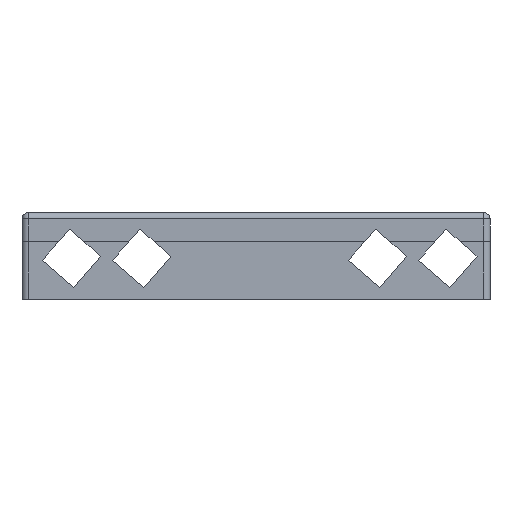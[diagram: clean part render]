
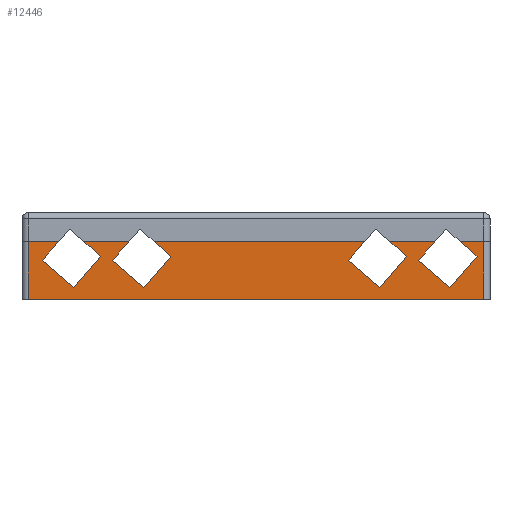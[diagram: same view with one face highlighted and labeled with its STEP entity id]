
A CAD part, front view. The second image highlights one B-rep face of the part: STEP entity #12446.
In plain terms, the highlighted planar face has unit normal (0, -1, 0).
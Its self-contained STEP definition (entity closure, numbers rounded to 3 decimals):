
#1128=FACE_OUTER_BOUND('',#1813,.T.);
#1813=EDGE_LOOP('',(#8600,#8601,#8602,#8603,#8604,#8605,#8606,#8607,#8608,
#8609,#8610,#8611,#8612,#8613,#8614,#8615,#8616,#8617,#8618,#8619,#8620,
#8621,#8622,#8623));
#2657=LINE('',#15951,#3926);
#2666=LINE('',#15971,#3935);
#2670=LINE('',#15980,#3939);
#2673=LINE('',#15984,#3942);
#2676=LINE('',#15990,#3945);
#2679=LINE('',#15998,#3948);
#2683=LINE('',#16005,#3952);
#2686=LINE('',#16013,#3955);
#2689=LINE('',#16017,#3958);
#2692=LINE('',#16025,#3961);
#2696=LINE('',#16034,#3965);
#2699=LINE('',#16038,#3968);
#2702=LINE('',#16044,#3971);
#2705=LINE('',#16050,#3974);
#2708=LINE('',#16058,#3977);
#2711=LINE('',#16064,#3980);
#2714=LINE('',#16068,#3983);
#2715=LINE('',#16070,#3984);
#2716=LINE('',#16072,#3985);
#2717=LINE('',#16074,#3986);
#2718=LINE('',#16076,#3987);
#2719=LINE('',#16077,#3988);
#2720=LINE('',#16078,#3989);
#2721=LINE('',#16079,#3990);
#3926=VECTOR('',#13810,10.);
#3935=VECTOR('',#13827,10.);
#3939=VECTOR('',#13833,10.);
#3942=VECTOR('',#13838,10.);
#3945=VECTOR('',#13843,10.);
#3948=VECTOR('',#13848,10.);
#3952=VECTOR('',#13854,10.);
#3955=VECTOR('',#13859,10.);
#3958=VECTOR('',#13864,10.);
#3961=VECTOR('',#13869,10.);
#3965=VECTOR('',#13875,10.);
#3968=VECTOR('',#13880,10.);
#3971=VECTOR('',#13885,10.);
#3974=VECTOR('',#13890,10.);
#3977=VECTOR('',#13895,10.);
#3980=VECTOR('',#13900,10.);
#3983=VECTOR('',#13905,10.);
#3984=VECTOR('',#13908,10.);
#3985=VECTOR('',#13909,10.);
#3986=VECTOR('',#13910,10.);
#3987=VECTOR('',#13911,10.);
#3988=VECTOR('',#13912,10.);
#3989=VECTOR('',#13913,10.);
#3990=VECTOR('',#13914,10.);
#5128=VERTEX_POINT('',#15948);
#5129=VERTEX_POINT('',#15950);
#5135=VERTEX_POINT('',#15968);
#5136=VERTEX_POINT('',#15970);
#5139=VERTEX_POINT('',#15977);
#5140=VERTEX_POINT('',#15979);
#5142=VERTEX_POINT('',#15988);
#5145=VERTEX_POINT('',#15995);
#5146=VERTEX_POINT('',#15997);
#5148=VERTEX_POINT('',#16003);
#5151=VERTEX_POINT('',#16010);
#5152=VERTEX_POINT('',#16012);
#5155=VERTEX_POINT('',#16022);
#5156=VERTEX_POINT('',#16024);
#5159=VERTEX_POINT('',#16031);
#5160=VERTEX_POINT('',#16033);
#5162=VERTEX_POINT('',#16042);
#5164=VERTEX_POINT('',#16048);
#5167=VERTEX_POINT('',#16055);
#5168=VERTEX_POINT('',#16057);
#5170=VERTEX_POINT('',#16063);
#5171=VERTEX_POINT('',#16071);
#5172=VERTEX_POINT('',#16073);
#5173=VERTEX_POINT('',#16075);
#6470=EDGE_CURVE('',#5128,#5129,#2657,.T.);
#6480=EDGE_CURVE('',#5136,#5135,#2666,.T.);
#6484=EDGE_CURVE('',#5140,#5139,#2670,.T.);
#6487=EDGE_CURVE('',#5135,#5140,#2673,.T.);
#6490=EDGE_CURVE('',#5139,#5142,#2676,.T.);
#6493=EDGE_CURVE('',#5146,#5145,#2679,.T.);
#6497=EDGE_CURVE('',#5145,#5148,#2683,.T.);
#6500=EDGE_CURVE('',#5152,#5151,#2686,.T.);
#6503=EDGE_CURVE('',#5148,#5152,#2689,.T.);
#6506=EDGE_CURVE('',#5156,#5155,#2692,.T.);
#6510=EDGE_CURVE('',#5160,#5159,#2696,.T.);
#6513=EDGE_CURVE('',#5155,#5160,#2699,.T.);
#6516=EDGE_CURVE('',#5159,#5162,#2702,.T.);
#6519=EDGE_CURVE('',#5128,#5164,#2705,.T.);
#6522=EDGE_CURVE('',#5168,#5167,#2708,.T.);
#6525=EDGE_CURVE('',#5170,#5168,#2711,.T.);
#6528=EDGE_CURVE('',#5164,#5170,#2714,.T.);
#6529=EDGE_CURVE('',#5156,#5142,#2715,.T.);
#6530=EDGE_CURVE('',#5171,#5162,#2716,.T.);
#6531=EDGE_CURVE('',#5172,#5171,#2717,.T.);
#6532=EDGE_CURVE('',#5173,#5172,#2718,.T.);
#6533=EDGE_CURVE('',#5129,#5173,#2719,.T.);
#6534=EDGE_CURVE('',#5146,#5167,#2720,.T.);
#6535=EDGE_CURVE('',#5136,#5151,#2721,.T.);
#8600=ORIENTED_EDGE('',*,*,#6480,.T.);
#8601=ORIENTED_EDGE('',*,*,#6487,.T.);
#8602=ORIENTED_EDGE('',*,*,#6484,.T.);
#8603=ORIENTED_EDGE('',*,*,#6490,.T.);
#8604=ORIENTED_EDGE('',*,*,#6529,.F.);
#8605=ORIENTED_EDGE('',*,*,#6506,.T.);
#8606=ORIENTED_EDGE('',*,*,#6513,.T.);
#8607=ORIENTED_EDGE('',*,*,#6510,.T.);
#8608=ORIENTED_EDGE('',*,*,#6516,.T.);
#8609=ORIENTED_EDGE('',*,*,#6530,.F.);
#8610=ORIENTED_EDGE('',*,*,#6531,.F.);
#8611=ORIENTED_EDGE('',*,*,#6532,.F.);
#8612=ORIENTED_EDGE('',*,*,#6533,.F.);
#8613=ORIENTED_EDGE('',*,*,#6470,.F.);
#8614=ORIENTED_EDGE('',*,*,#6519,.T.);
#8615=ORIENTED_EDGE('',*,*,#6528,.T.);
#8616=ORIENTED_EDGE('',*,*,#6525,.T.);
#8617=ORIENTED_EDGE('',*,*,#6522,.T.);
#8618=ORIENTED_EDGE('',*,*,#6534,.F.);
#8619=ORIENTED_EDGE('',*,*,#6493,.T.);
#8620=ORIENTED_EDGE('',*,*,#6497,.T.);
#8621=ORIENTED_EDGE('',*,*,#6503,.T.);
#8622=ORIENTED_EDGE('',*,*,#6500,.T.);
#8623=ORIENTED_EDGE('',*,*,#6535,.F.);
#12094=PLANE('',#13144);
#12446=ADVANCED_FACE('',(#1128),#12094,.T.);
#13144=AXIS2_PLACEMENT_3D('',#16069,#13906,#13907);
#13810=DIRECTION('',(1.,0.,0.));
#13827=DIRECTION('',(0.757,0.,-0.654));
#13833=DIRECTION('',(-0.757,0.,0.654));
#13838=DIRECTION('',(-0.654,0.,-0.757));
#13843=DIRECTION('',(0.654,0.,0.757));
#13848=DIRECTION('',(0.757,0.,-0.654));
#13854=DIRECTION('',(-0.654,0.,-0.757));
#13859=DIRECTION('',(0.654,0.,0.757));
#13864=DIRECTION('',(-0.757,0.,0.654));
#13869=DIRECTION('',(0.757,0.,-0.654));
#13875=DIRECTION('',(-0.757,0.,0.654));
#13880=DIRECTION('',(-0.654,0.,-0.757));
#13885=DIRECTION('',(0.654,0.,0.757));
#13890=DIRECTION('',(0.757,0.,-0.654));
#13895=DIRECTION('',(0.654,0.,0.757));
#13900=DIRECTION('',(-0.757,0.,0.654));
#13905=DIRECTION('',(-0.654,0.,-0.757));
#13906=DIRECTION('center_axis',(0.,-1.,0.));
#13907=DIRECTION('ref_axis',(-1.,0.,0.));
#13908=DIRECTION('',(1.,0.,0.));
#13909=DIRECTION('',(1.,0.,0.));
#13910=DIRECTION('',(0.,0.,1.));
#13911=DIRECTION('',(-1.,0.,0.));
#13912=DIRECTION('',(0.,0.,-1.));
#13913=DIRECTION('',(1.,0.,0.));
#13914=DIRECTION('',(1.,0.,0.));
#15948=CARTESIAN_POINT('',(74.915,-181.53,12.5));
#15950=CARTESIAN_POINT('',(80.64,-181.53,12.5));
#15951=CARTESIAN_POINT('',(-31.025,-181.53,12.5));
#15968=CARTESIAN_POINT('',(4.999,-181.53,8.971));
#15970=CARTESIAN_POINT('',(0.915,-181.53,12.5));
#15971=CARTESIAN_POINT('',(25.515,-181.53,-8.759));
#15977=CARTESIAN_POINT('',(-9.106,-181.53,7.943));
#15979=CARTESIAN_POINT('',(-1.54,-181.53,1.405));
#15980=CARTESIAN_POINT('',(22.76,-181.53,-19.594));
#15984=CARTESIAN_POINT('',(19.27,-181.53,25.485));
#15988=CARTESIAN_POINT('',(-5.168,-181.53,12.5));
#15990=CARTESIAN_POINT('',(8.435,-181.53,28.24));
#15995=CARTESIAN_POINT('',(61.999,-181.53,8.971));
#15997=CARTESIAN_POINT('',(57.915,-181.53,12.5));
#15998=CARTESIAN_POINT('',(66.2,-181.53,5.341));
#16003=CARTESIAN_POINT('',(55.46,-181.53,1.405));
#16005=CARTESIAN_POINT('',(64.085,-181.53,11.385));
#16010=CARTESIAN_POINT('',(51.832,-181.53,12.5));
#16012=CARTESIAN_POINT('',(47.894,-181.53,7.943));
#16013=CARTESIAN_POINT('',(53.25,-181.53,14.141));
#16017=CARTESIAN_POINT('',(63.444,-181.53,-5.495));
#16022=CARTESIAN_POINT('',(-12.001,-181.53,8.971));
#16024=CARTESIAN_POINT('',(-16.085,-181.53,12.5));
#16025=CARTESIAN_POINT('',(13.381,-181.53,-12.964));
#16031=CARTESIAN_POINT('',(-26.106,-181.53,7.943));
#16033=CARTESIAN_POINT('',(-18.54,-181.53,1.405));
#16034=CARTESIAN_POINT('',(10.626,-181.53,-23.8));
#16038=CARTESIAN_POINT('',(5.904,-181.53,29.69));
#16042=CARTESIAN_POINT('',(-22.168,-181.53,12.5));
#16044=CARTESIAN_POINT('',(-4.931,-181.53,32.445));
#16048=CARTESIAN_POINT('',(78.999,-181.53,8.971));
#16050=CARTESIAN_POINT('',(78.334,-181.53,9.546));
#16055=CARTESIAN_POINT('',(68.832,-181.53,12.5));
#16057=CARTESIAN_POINT('',(64.894,-181.53,7.943));
#16058=CARTESIAN_POINT('',(66.616,-181.53,9.936));
#16063=CARTESIAN_POINT('',(72.46,-181.53,1.405));
#16064=CARTESIAN_POINT('',(75.578,-181.53,-1.29));
#16068=CARTESIAN_POINT('',(77.451,-181.53,7.18));
#16069=CARTESIAN_POINT('Origin',(82.14,-181.53,0.));
#16070=CARTESIAN_POINT('',(-31.025,-181.53,12.5));
#16071=CARTESIAN_POINT('',(-29.525,-181.53,12.5));
#16072=CARTESIAN_POINT('',(-31.025,-181.53,12.5));
#16073=CARTESIAN_POINT('',(-29.525,-181.53,-1.5));
#16074=CARTESIAN_POINT('',(-29.525,-181.53,0.));
#16075=CARTESIAN_POINT('',(80.64,-181.53,-1.5));
#16076=CARTESIAN_POINT('',(-31.025,-181.53,-1.5));
#16077=CARTESIAN_POINT('',(80.64,-181.53,0.));
#16078=CARTESIAN_POINT('',(-31.025,-181.53,12.5));
#16079=CARTESIAN_POINT('',(-31.025,-181.53,12.5));
